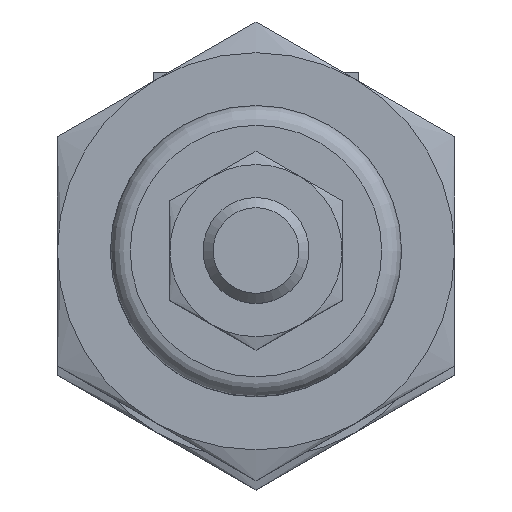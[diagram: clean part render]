
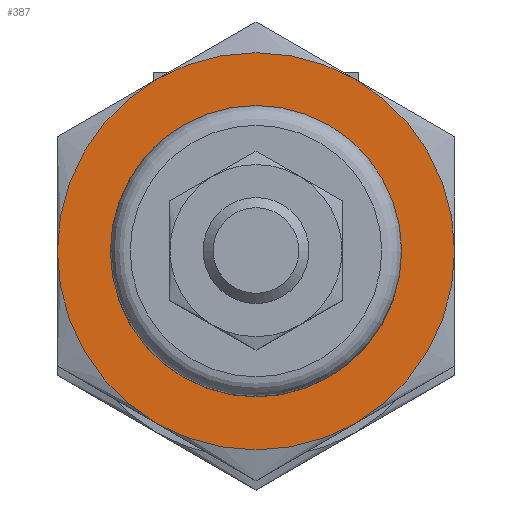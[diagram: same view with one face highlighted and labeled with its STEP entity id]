
A CAD part, top view. The second image highlights one B-rep face of the part: STEP entity #387.
In plain terms, the highlighted face is planar.
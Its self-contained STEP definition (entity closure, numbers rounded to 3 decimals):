
#387 = ADVANCED_FACE( '', ( #640, #641 ), #642, .F. );
#640 = FACE_OUTER_BOUND( '', #910, .T. );
#641 = FACE_BOUND( '', #911, .T. );
#642 = PLANE( '', #912 );
#910 = EDGE_LOOP( '', ( #1574, #1575, #1576, #1577, #1578, #1579 ) );
#911 = EDGE_LOOP( '', ( #1580 ) );
#912 = AXIS2_PLACEMENT_3D( '', #1581, #1582, #1583 );
#1574 = ORIENTED_EDGE( '', *, *, #1841, .F. );
#1575 = ORIENTED_EDGE( '', *, *, #1842, .F. );
#1576 = ORIENTED_EDGE( '', *, *, #1840, .F. );
#1577 = ORIENTED_EDGE( '', *, *, #1838, .F. );
#1578 = ORIENTED_EDGE( '', *, *, #1839, .F. );
#1579 = ORIENTED_EDGE( '', *, *, #1843, .F. );
#1580 = ORIENTED_EDGE( '', *, *, #1844, .T. );
#1581 = CARTESIAN_POINT( '', ( -3., 0., 0. ) );
#1582 = DIRECTION( '', ( 1., 0., 0. ) );
#1583 = DIRECTION( '', ( 0., 0., -1. ) );
#1838 = EDGE_CURVE( '', #2123, #2160, #2164, .T. );
#1839 = EDGE_CURVE( '', #2132, #2123, #2165, .T. );
#1840 = EDGE_CURVE( '', #2160, #2156, #2166, .T. );
#1841 = EDGE_CURVE( '', #2150, #2167, #2168, .T. );
#1842 = EDGE_CURVE( '', #2156, #2150, #2169, .T. );
#1843 = EDGE_CURVE( '', #2167, #2132, #2170, .T. );
#1844 = EDGE_CURVE( '', #2171, #2171, #2172, .T. );
#2123 = VERTEX_POINT( '', #2697 );
#2132 = VERTEX_POINT( '', #2727 );
#2150 = VERTEX_POINT( '', #2777 );
#2156 = VERTEX_POINT( '', #2799 );
#2160 = VERTEX_POINT( '', #2818 );
#2164 = CIRCLE( '', #2832, 15. );
#2165 = CIRCLE( '', #2833, 15. );
#2166 = CIRCLE( '', #2834, 15. );
#2167 = VERTEX_POINT( '', #2835 );
#2168 = CIRCLE( '', #2836, 15. );
#2169 = CIRCLE( '', #2837, 15. );
#2170 = CIRCLE( '', #2838, 15. );
#2171 = VERTEX_POINT( '', #2839 );
#2172 = CIRCLE( '', #2840, 11. );
#2697 = CARTESIAN_POINT( '', ( -3., 0., 15. ) );
#2727 = CARTESIAN_POINT( '', ( -3., 12.99, 7.5 ) );
#2777 = CARTESIAN_POINT( '', ( -3., 0., -15. ) );
#2799 = CARTESIAN_POINT( '', ( -3., -12.99, -7.5 ) );
#2818 = CARTESIAN_POINT( '', ( -3., -12.99, 7.5 ) );
#2832 = AXIS2_PLACEMENT_3D( '', #3150, #3151, #3152 );
#2833 = AXIS2_PLACEMENT_3D( '', #3153, #3154, #3155 );
#2834 = AXIS2_PLACEMENT_3D( '', #3156, #3157, #3158 );
#2835 = CARTESIAN_POINT( '', ( -3., 12.99, -7.5 ) );
#2836 = AXIS2_PLACEMENT_3D( '', #3159, #3160, #3161 );
#2837 = AXIS2_PLACEMENT_3D( '', #3162, #3163, #3164 );
#2838 = AXIS2_PLACEMENT_3D( '', #3165, #3166, #3167 );
#2839 = CARTESIAN_POINT( '', ( -3., 0., -11. ) );
#2840 = AXIS2_PLACEMENT_3D( '', #3168, #3169, #3170 );
#3150 = CARTESIAN_POINT( '', ( -3., 0., 0. ) );
#3151 = DIRECTION( '', ( 1., 0., 0. ) );
#3152 = DIRECTION( '', ( 0., 0., -1. ) );
#3153 = CARTESIAN_POINT( '', ( -3., 0., 0. ) );
#3154 = DIRECTION( '', ( 1., 0., 0. ) );
#3155 = DIRECTION( '', ( 0., 0., -1. ) );
#3156 = CARTESIAN_POINT( '', ( -3., 0., 0. ) );
#3157 = DIRECTION( '', ( 1., 0., 0. ) );
#3158 = DIRECTION( '', ( 0., 0., -1. ) );
#3159 = CARTESIAN_POINT( '', ( -3., 0., 0. ) );
#3160 = DIRECTION( '', ( 1., 0., 0. ) );
#3161 = DIRECTION( '', ( 0., 0., -1. ) );
#3162 = CARTESIAN_POINT( '', ( -3., 0., 0. ) );
#3163 = DIRECTION( '', ( 1., 0., 0. ) );
#3164 = DIRECTION( '', ( 0., 0., -1. ) );
#3165 = CARTESIAN_POINT( '', ( -3., 0., 0. ) );
#3166 = DIRECTION( '', ( 1., 0., 0. ) );
#3167 = DIRECTION( '', ( 0., 0., -1. ) );
#3168 = CARTESIAN_POINT( '', ( -3., 0., 0. ) );
#3169 = DIRECTION( '', ( 1., 0., 0. ) );
#3170 = DIRECTION( '', ( 0., 0., -1. ) );
